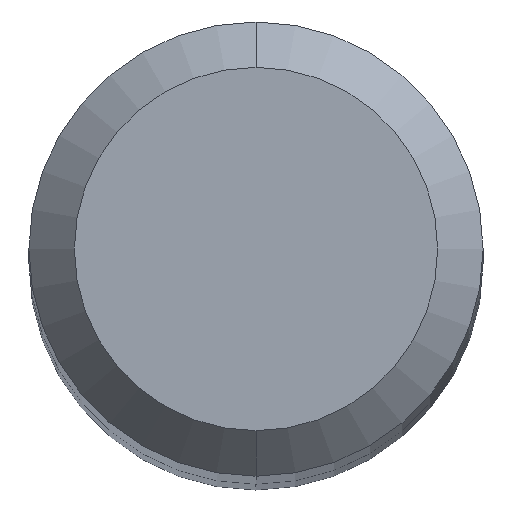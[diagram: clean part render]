
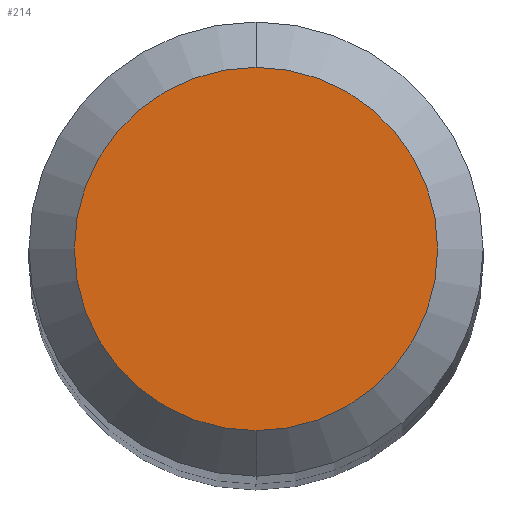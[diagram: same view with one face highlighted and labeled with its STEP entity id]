
A CAD part, top view. The second image highlights one B-rep face of the part: STEP entity #214.
In plain terms, the highlighted planar face has unit normal (0, 0, 1).
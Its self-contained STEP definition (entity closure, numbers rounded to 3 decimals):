
#6 = CARTESIAN_POINT ( 'NONE',  ( 0., -1.6, 70. ) ) ;
#8 = VERTEX_POINT ( 'NONE', #202 ) ;
#16 = DIRECTION ( 'NONE',  ( 0., 1., 0. ) ) ;
#44 = CARTESIAN_POINT ( 'NONE',  ( 0., 0., 70. ) ) ;
#45 = CIRCLE ( 'NONE', #261, 1.6 ) ;
#47 = CARTESIAN_POINT ( 'NONE',  ( 0., 0., 70. ) ) ;
#55 = DIRECTION ( 'NONE',  ( 0., 0., -1. ) ) ;
#83 = EDGE_LOOP ( 'NONE', ( #307, #111 ) ) ;
#87 = AXIS2_PLACEMENT_3D ( 'NONE', #44, #304, #168 ) ;
#90 = EDGE_CURVE ( 'NONE', #159, #8, #45, .T. ) ;
#100 = CARTESIAN_POINT ( 'NONE',  ( 0., 0., 70. ) ) ;
#111 = ORIENTED_EDGE ( 'NONE', *, *, #90, .F. ) ;
#149 = FACE_OUTER_BOUND ( 'NONE', #83, .T. ) ;
#150 = DIRECTION ( 'NONE',  ( 0., 1., 0. ) ) ;
#159 = VERTEX_POINT ( 'NONE', #6 ) ;
#163 = DIRECTION ( 'NONE',  ( 0., 0., -1. ) ) ;
#168 = DIRECTION ( 'NONE',  ( 0., 1., 0. ) ) ;
#202 = CARTESIAN_POINT ( 'NONE',  ( 0., 1.6, 70. ) ) ;
#214 = ADVANCED_FACE ( 'NONE', ( #149 ), #274, .F. ) ;
#241 = EDGE_CURVE ( 'NONE', #8, #159, #262, .T. ) ;
#245 = AXIS2_PLACEMENT_3D ( 'NONE', #100, #55, #150 ) ;
#261 = AXIS2_PLACEMENT_3D ( 'NONE', #47, #163, #16 ) ;
#262 = CIRCLE ( 'NONE', #87, 1.6 ) ;
#274 = PLANE ( 'NONE',  #245 ) ;
#304 = DIRECTION ( 'NONE',  ( 0., 0., -1. ) ) ;
#307 = ORIENTED_EDGE ( 'NONE', *, *, #241, .F. ) ;
